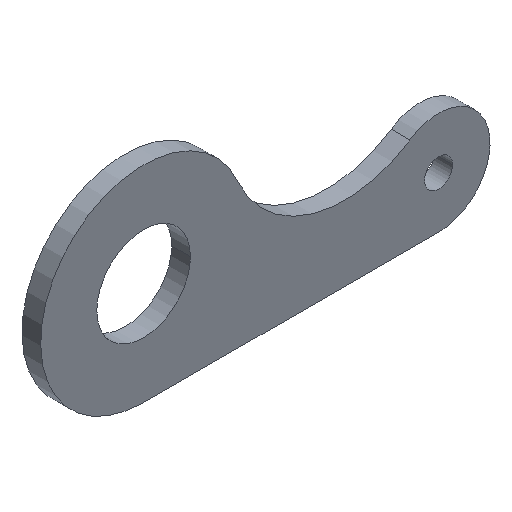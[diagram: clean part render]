
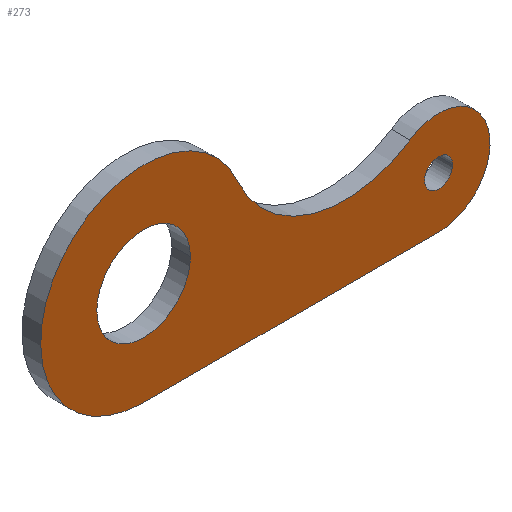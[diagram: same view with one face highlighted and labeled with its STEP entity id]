
A CAD part, isometric view. The second image highlights one B-rep face of the part: STEP entity #273.
In plain terms, the highlighted planar face has unit normal (0, -1, 0).
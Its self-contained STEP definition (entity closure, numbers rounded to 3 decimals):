
#104=CARTESIAN_POINT('',(0.,0.,0.));
#105=DIRECTION('',(0.,-1.,0.));
#106=DIRECTION('',(1.,0.,0.));
#107=AXIS2_PLACEMENT_3D('',#104,#105,#106);
#109=CARTESIAN_POINT('',(0.,0.,0.));
#110=DIRECTION('',(0.,-1.,0.));
#111=DIRECTION('',(-1.,0.,0.));
#112=AXIS2_PLACEMENT_3D('',#109,#110,#111);
#114=CARTESIAN_POINT('',(31.524,0.,-5.5));
#115=DIRECTION('',(0.,-1.,0.));
#116=DIRECTION('',(1.,0.,0.));
#117=AXIS2_PLACEMENT_3D('',#114,#115,#116);
#119=CARTESIAN_POINT('',(31.524,0.,-5.5));
#120=DIRECTION('',(0.,-1.,0.));
#121=DIRECTION('',(-1.,0.,0.));
#122=AXIS2_PLACEMENT_3D('',#119,#120,#121);
#124=CARTESIAN_POINT('',(0.,0.,0.));
#125=DIRECTION('',(0.,1.,0.));
#126=DIRECTION('',(0.,0.,-1.));
#127=AXIS2_PLACEMENT_3D('',#124,#125,#126);
#129=CARTESIAN_POINT('',(21.512,0.,9.459));
#130=DIRECTION('',(0.,-1.,0.));
#131=DIRECTION('',(-0.915,0.,-0.403));
#132=AXIS2_PLACEMENT_3D('',#129,#130,#131);
#134=CARTESIAN_POINT('',(31.524,0.,-5.5));
#135=DIRECTION('',(0.,1.,0.));
#136=DIRECTION('',(-0.556,0.,0.831));
#137=AXIS2_PLACEMENT_3D('',#134,#135,#136);
#139=DIRECTION('',(-1.,0.,0.));
#140=VECTOR('',#139,31.524);
#141=CARTESIAN_POINT('',(31.524,0.,-11.));
#142=LINE('',#141,#140);
#214=CARTESIAN_POINT('',(5.,0.,0.));
#215=CARTESIAN_POINT('',(-5.,0.,0.));
#216=VERTEX_POINT('',#214);
#217=VERTEX_POINT('',#215);
#218=CARTESIAN_POINT('',(33.024,0.,-5.5));
#219=CARTESIAN_POINT('',(30.024,0.,-5.5));
#220=VERTEX_POINT('',#218);
#221=VERTEX_POINT('',#219);
#222=CARTESIAN_POINT('',(0.,0.,-11.));
#223=CARTESIAN_POINT('',(10.07,0.,4.428));
#224=VERTEX_POINT('',#222);
#225=VERTEX_POINT('',#223);
#226=CARTESIAN_POINT('',(28.465,0.,-0.929));
#227=VERTEX_POINT('',#226);
#228=CARTESIAN_POINT('',(31.524,0.,-11.));
#229=VERTEX_POINT('',#228);
#246=CARTESIAN_POINT('',(0.,0.,0.));
#247=DIRECTION('',(0.,1.,0.));
#248=DIRECTION('',(1.,0.,0.));
#249=AXIS2_PLACEMENT_3D('',#246,#247,#248);
#250=PLANE('',#249);
#252=ORIENTED_EDGE('',*,*,#251,.T.);
#254=ORIENTED_EDGE('',*,*,#253,.T.);
#256=ORIENTED_EDGE('',*,*,#255,.T.);
#258=ORIENTED_EDGE('',*,*,#257,.T.);
#259=EDGE_LOOP('',(#252,#254,#256,#258));
#260=FACE_OUTER_BOUND('',#259,.F.);
#262=ORIENTED_EDGE('',*,*,#261,.T.);
#264=ORIENTED_EDGE('',*,*,#263,.T.);
#265=EDGE_LOOP('',(#262,#264));
#266=FACE_BOUND('',#265,.F.);
#268=ORIENTED_EDGE('',*,*,#267,.T.);
#270=ORIENTED_EDGE('',*,*,#269,.T.);
#271=EDGE_LOOP('',(#268,#270));
#272=FACE_BOUND('',#271,.F.);
#273=ADVANCED_FACE('',(#260,#266,#272),#250,.F.);
#108=CIRCLE('',#107,5.);
#113=CIRCLE('',#112,5.);
#118=CIRCLE('',#117,1.5);
#123=CIRCLE('',#122,1.5);
#128=CIRCLE('',#127,11.);
#133=CIRCLE('',#132,12.5);
#138=CIRCLE('',#137,5.5);
#251=EDGE_CURVE('',#224,#225,#128,.T.);
#253=EDGE_CURVE('',#225,#227,#133,.T.);
#255=EDGE_CURVE('',#227,#229,#138,.T.);
#257=EDGE_CURVE('',#229,#224,#142,.T.);
#261=EDGE_CURVE('',#216,#217,#108,.T.);
#263=EDGE_CURVE('',#217,#216,#113,.T.);
#267=EDGE_CURVE('',#220,#221,#118,.T.);
#269=EDGE_CURVE('',#221,#220,#123,.T.);
